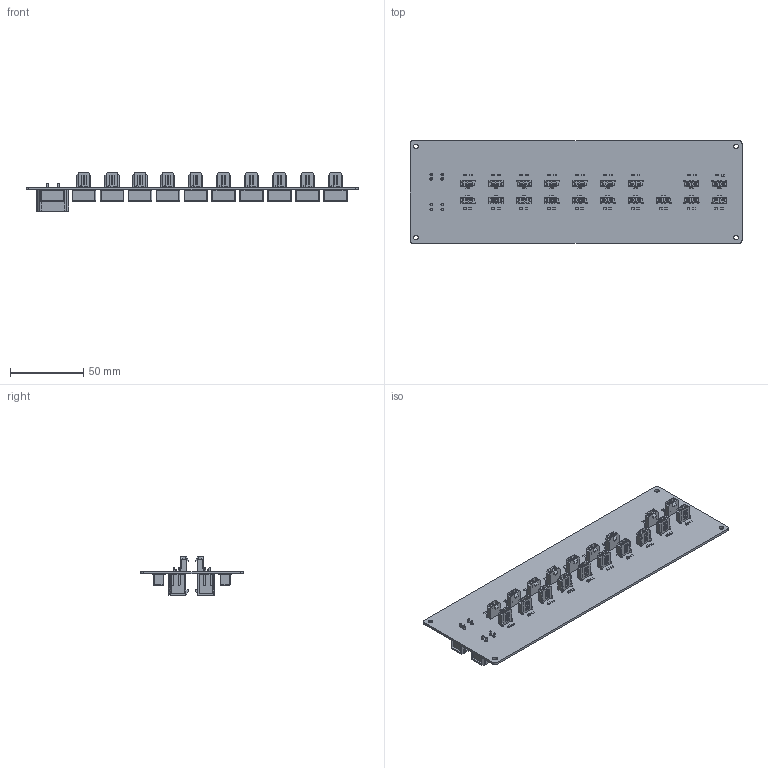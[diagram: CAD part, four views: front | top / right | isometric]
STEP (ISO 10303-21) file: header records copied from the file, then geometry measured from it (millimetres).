
FILE_DESCRIPTION(('KiCad electronic assembly'),'2;1');
FILE_NAME('PS-LVDistributionPCB.step','2025-01-25T14:21:50',('Pcbnew'),( 'Kicad'),'Open CASCADE STEP processor 7.7','KiCad to STEP converter' ,'Unknown');
FILE_SCHEMA(('AUTOMOTIVE_DESIGN { 1 0 10303 214 1 1 1 1 }'));
Length unit declared in the file: millimetre
Products named in the file (12): PS-LVDistributionPCB 1; 436500215; 436500215wbm000_01; R_0805_2012Metric; LED_0805_2012Metric; 3588; sabre 1x2 3d model; 431600102; PS-LVDistributionPCB_PCB
Assembly tree (86 placements, depth 3):
  PS-LVDistributionPCB 1
    436500215  x19
      436500215wbm000_01
    R_0805_2012Metric  x19
      R_0805_2012Metric
    LED_0805_2012Metric  x19
      LED_0805_2012Metric
    3588  x21
      3588
    sabre 1x2 3d model  x2
      431600102
    PS-LVDistributionPCB_PCB
Bounding box: 226 x 70 x 26.08 mm (x, y, z)
Volume: 47314.1 mm3; surface area: 75004.1 mm2
Topology: 123 solids, 123 shells, 8784 faces, 23686 edges, 15286 vertices
Faces by surface type: plane 7060, cylinder 1640, bspline 84
Full cylindrical faces by diameter (mm): 1.02 x38, 1.27 x38, 1.78 x8, 3.2 x4
Entity records: 23086 total; most frequent: CARTESIAN_POINT 3931, DIRECTION 3731, ORIENTED_EDGE 3702, EDGE_CURVE 1851, LINE 1499, VECTOR 1499, VERTEX_POINT 1204, AXIS2_PLACEMENT_3D 1116
